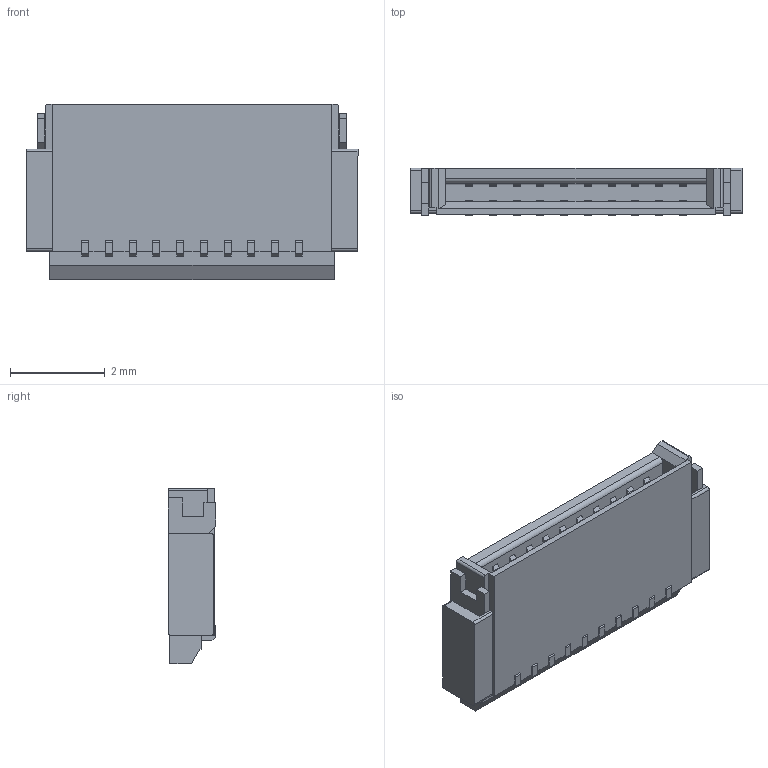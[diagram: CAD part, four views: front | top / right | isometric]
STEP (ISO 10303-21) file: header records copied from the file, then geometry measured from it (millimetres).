
FILE_DESCRIPTION (( 'STEP AP214' ), '1' );
FILE_NAME ('ayf531035-closed.step', '2012-03-21T00:52:03', ( '' ), ( '(C)Panasonic Corporation 2012' ), '', '', '' );
FILE_SCHEMA (( 'AUTOMOTIVE_DESIGN' ));
Length unit declared in the file: millimetre
Products named in the file (1): ayf531035-closed
Bounding box: 7 x 1 x 3.7 mm (x, y, z)
Volume: 18.8 mm3; surface area: 95.6 mm2
Topology: 1 solids, 1 shells, 305 faces, 855 edges, 568 vertices
Faces by surface type: plane 230, cylinder 75
Entity records: 9795 total; most frequent: CARTESIAN_POINT 1729, ORIENTED_EDGE 1710, DIRECTION 1619, EDGE_CURVE 855, LINE 703, VECTOR 703, VERTEX_POINT 568, AXIS2_PLACEMENT_3D 458
